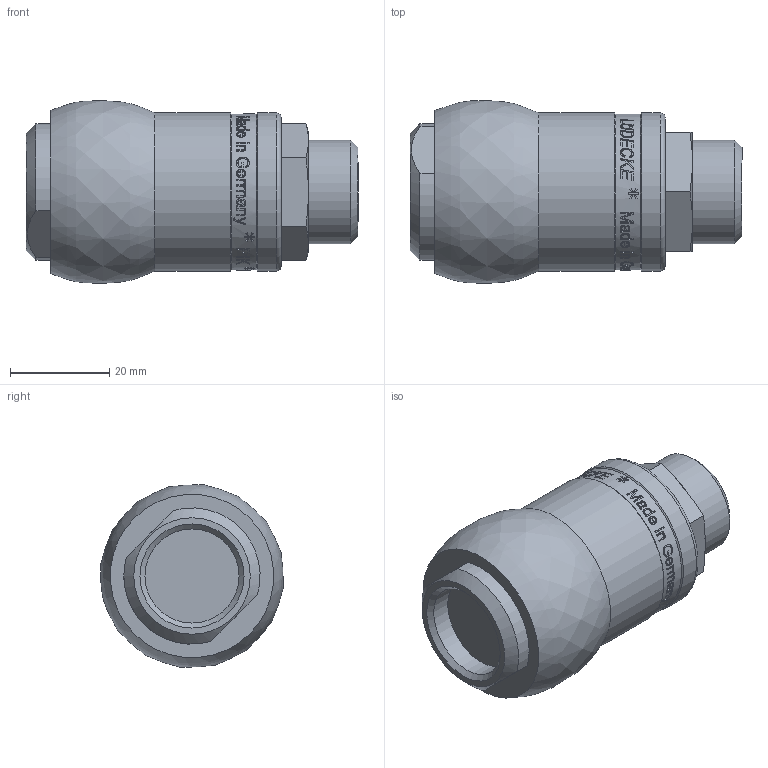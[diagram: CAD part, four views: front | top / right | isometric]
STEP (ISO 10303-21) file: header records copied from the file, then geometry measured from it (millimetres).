
FILE_DESCRIPTION(/* description */ (''),/* implementation_level */ '2;1');
FILE_NAME(/* name */ 'F 12 K.stp',/* time_stamp */ '2023-01-16T09:16:58+01:00',/* author */ ('stefan.foerster'),/* organization */ (''),/* preprocessor_version */ 'ST-DEVELOPER v18.1',/* originating_system */ 'Autodesk Inventor 2022',/* authorisation */ '0 mm^3');
FILE_SCHEMA (('AUTOMOTIVE_DESIGN { 1 0 10303 214 3 1 1 }'));
Products named in the file (1): LUE_00041788_Vereinfachen_1
Bounding box: 67 x 36.85 x 36.85 mm (x, y, z)
Volume: 46891.5 mm3; surface area: 9524.2 mm2
Topology: 1 solids, 1 shells, 500 faces, 1359 edges, 902 vertices
Faces by surface type: bspline 282, plane 155, cylinder 52, cone 10, torus 1
Full cylindrical faces by diameter (mm): 12 x1, 19 x1, 20.955 x1, 23 x1, 24 x1, 31.5 x1, 32 x2
Entity records: 66833 total; most frequent: CARTESIAN_POINT 55759, ORIENTED_EDGE 2718, EDGE_CURVE 1359, DIRECTION 1225, VERTEX_POINT 902, B_SPLINE_CURVE_WITH_KNOTS 696, EDGE_LOOP 547, LINE 515
